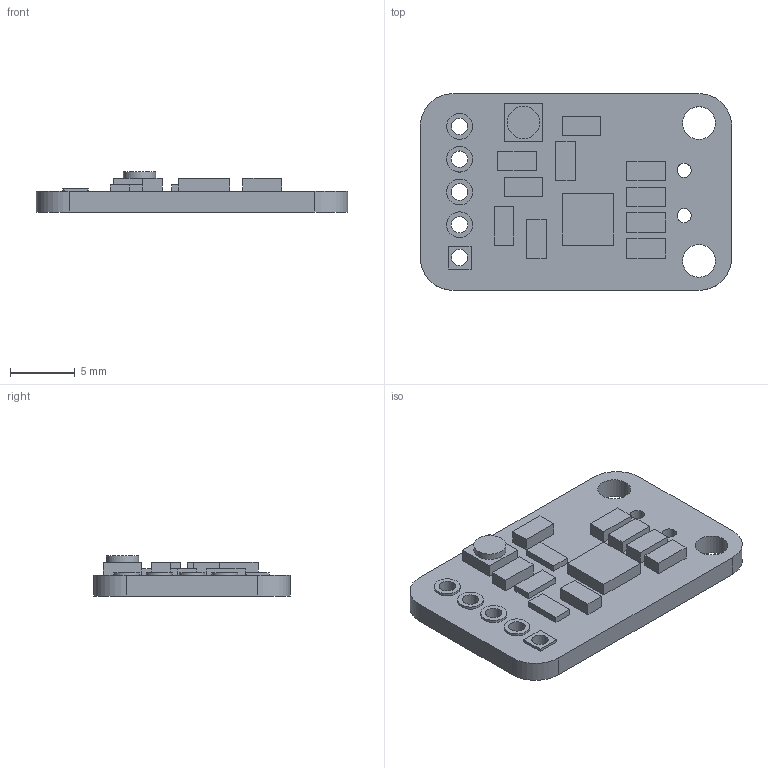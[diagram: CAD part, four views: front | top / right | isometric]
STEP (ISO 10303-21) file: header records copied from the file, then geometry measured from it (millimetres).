
FILE_DESCRIPTION(/* description */ (''),/* implementation_level */ '2;1');
FILE_NAME(/* name */ '2130 PAM8302.step',/* time_stamp */ '2018-07-07T13:00:23-04:00',/* author */ ('Adafruit'),/* organization */ (''),/* preprocessor_version */ 'ST-DEVELOPER v17',/* originating_system */ 'Autodesk Translation Framework v7.1.0.215',/* authorisation */ '');
FILE_SCHEMA (('AUTOMOTIVE_DESIGN { 1 0 10303 214 3 1 1 }'));
Length unit declared in the file: millimetre
Products named in the file (1): PAM8302
Bounding box: 24.13 x 15.24 x 3.1 mm (x, y, z)
Volume: 617.8 mm3; surface area: 994 mm2
Topology: 1 solids, 1 shells, 94 faces, 226 edges, 152 vertices
Faces by surface type: plane 76, cylinder 18
Full cylindrical faces by diameter (mm): 1.092 x2, 1.27 x5, 2 x4, 2.5 x1, 2.54 x2
Entity records: 2800 total; most frequent: CARTESIAN_POINT 473, DIRECTION 456, ORIENTED_EDGE 452, EDGE_CURVE 226, LINE 186, VECTOR 186, VERTEX_POINT 152, AXIS2_PLACEMENT_3D 135
